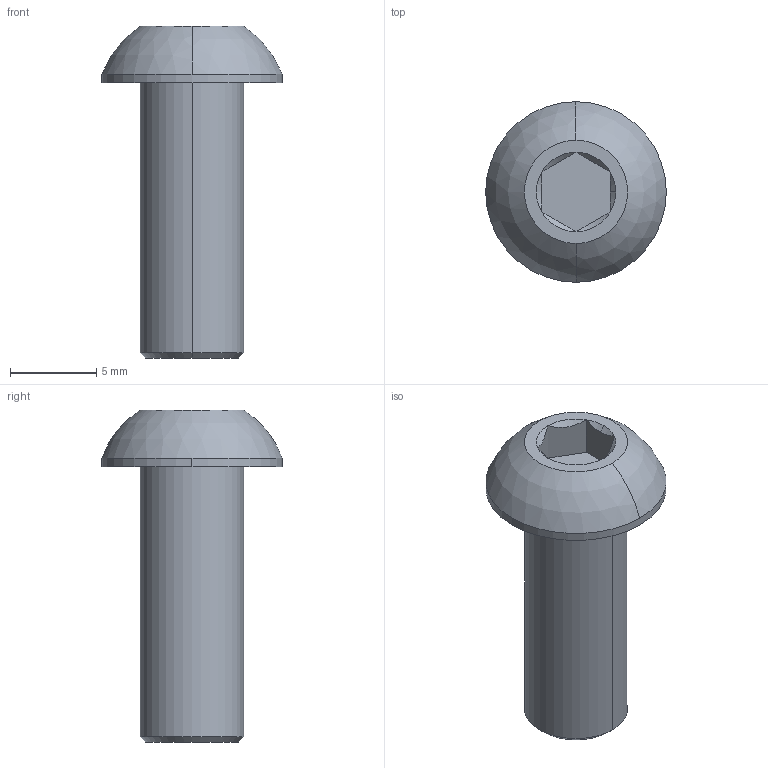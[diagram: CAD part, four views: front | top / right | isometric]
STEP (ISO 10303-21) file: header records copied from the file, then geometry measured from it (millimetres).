
FILE_DESCRIPTION (( 'STEP AP203' ), '1' );
FILE_NAME ('161061.step', '2022-01-27T15:32:41', ( '' ), ( '' ), 'SwSTEP 2.0', 'SolidWorks 2021', '' );
FILE_SCHEMA (( 'CONFIG_CONTROL_DESIGN' ));
Length unit declared in the file: millimetre
Products named in the file (1): 161061
Bounding box: 10.5 x 10.5 x 19.3 mm (x, y, z)
Volume: 634.7 mm3; surface area: 558.2 mm2
Topology: 1 solids, 1 shells, 25 faces, 49 edges, 28 vertices
Faces by surface type: plane 10, cone 9, cylinder 4, sphere 2
Entity records: 812 total; most frequent: CARTESIAN_POINT 218, DIRECTION 117, ORIENTED_EDGE 98, EDGE_CURVE 49, AXIS2_PLACEMENT_3D 49, VERTEX_POINT 28, EDGE_LOOP 27, ADVANCED_FACE 25
